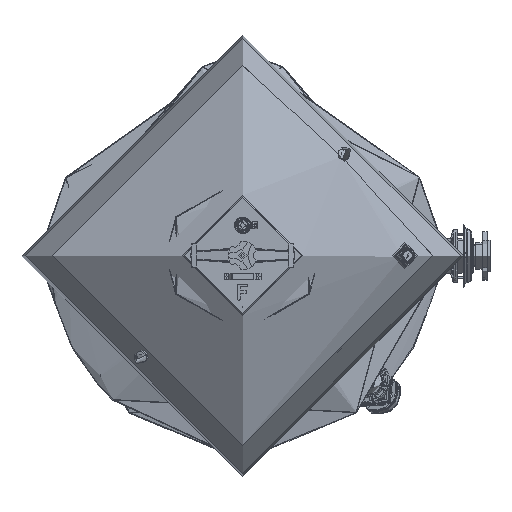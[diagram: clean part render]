
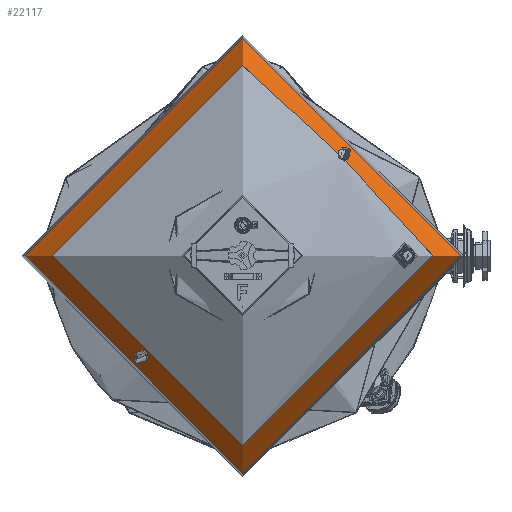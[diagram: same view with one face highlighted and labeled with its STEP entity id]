
A CAD part, top view. The second image highlights one B-rep face of the part: STEP entity #22117.
In plain terms, the highlighted toroidal (fillet/blend) face has major radius 660.222 mm and minor radius 256.341 mm.
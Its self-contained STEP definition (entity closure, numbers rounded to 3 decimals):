
#22117 = ADVANCED_FACE( '', ( #33328, #33329 ), #33330, .T. );
#33328 = FACE_OUTER_BOUND( '', #37544, .T. );
#33329 = FACE_OUTER_BOUND( '', #37545, .T. );
#33330 = TOROIDAL_SURFACE( '', #37546, 660.223, 256.341 );
#37544 = EDGE_LOOP( '', ( #43680 ) );
#37545 = EDGE_LOOP( '', ( #43681 ) );
#37546 = AXIS2_PLACEMENT_3D( '', #43682, #43683, #43684 );
#43680 = ORIENTED_EDGE( '', *, *, #80446, .F. );
#43681 = ORIENTED_EDGE( '', *, *, #80444, .T. );
#43682 = CARTESIAN_POINT( '', ( 0., 0., 400.758 ) );
#43683 = DIRECTION( '', ( 0., 0., -1. ) );
#43684 = DIRECTION( '', ( -1., 0., 0. ) );
#80444 = EDGE_CURVE( '', #85034, #85034, #85035, .T. );
#80446 = EDGE_CURVE( '', #85038, #85038, #85039, .T. );
#85034 = VERTEX_POINT( '', #85735 );
#85035 = CIRCLE( '', #85736, 789.02 );
#85038 = VERTEX_POINT( '', #85739 );
#85039 = CIRCLE( '', #85740, 902.3 );
#85735 = CARTESIAN_POINT( '', ( -789.02, 0., 622.393 ) );
#85736 = AXIS2_PLACEMENT_3D( '', #86710, #86711, #86712 );
#85739 = CARTESIAN_POINT( '', ( -902.3, 0., 485.075 ) );
#85740 = AXIS2_PLACEMENT_3D( '', #86716, #86717, #86718 );
#86710 = CARTESIAN_POINT( '', ( 0., 0., 622.393 ) );
#86711 = DIRECTION( '', ( 0., 0., -1. ) );
#86712 = DIRECTION( '', ( -1., 0., 0. ) );
#86716 = CARTESIAN_POINT( '', ( 0., 0., 485.075 ) );
#86717 = DIRECTION( '', ( 0., 0., -1. ) );
#86718 = DIRECTION( '', ( -1., 0., 0. ) );
